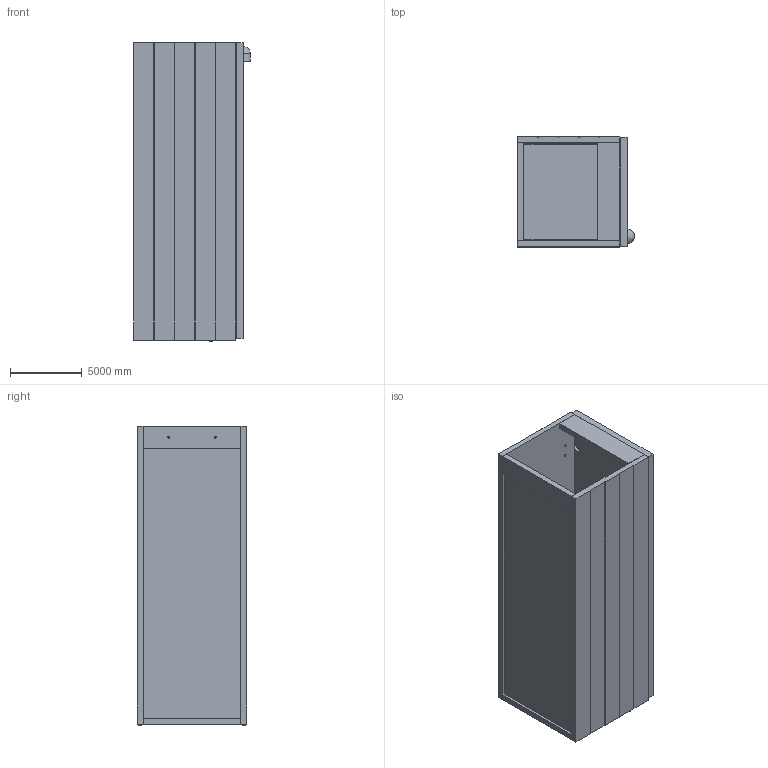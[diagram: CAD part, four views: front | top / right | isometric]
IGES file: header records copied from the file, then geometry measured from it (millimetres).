
Global section: file name: F30_5; native system: AutoCAD 2016 - English; preprocessor: Autodesk Translation Framework DWG producer (atf_dwg_producer); organization: unknown; date: 20161003.095217; units: inch
Bounding box: 8127.05 x 7620 x 20828 mm (x, y, z)
Volume: 209917183703.3 mm3; surface area: 1536684209.4 mm2
Topology: 11 solids, 15 shells, 208 faces, 428 edges, 282 vertices
Faces by surface type: bspline 208
